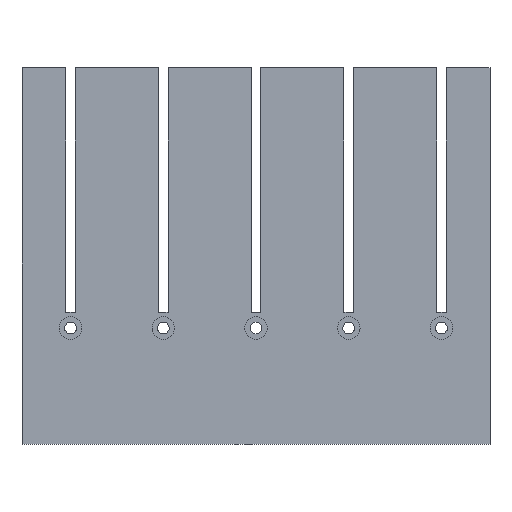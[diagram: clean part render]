
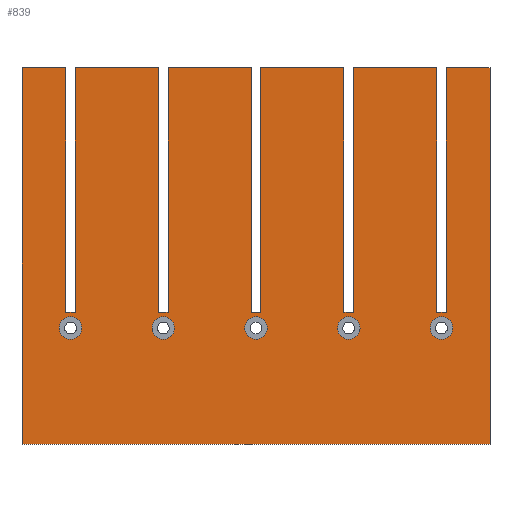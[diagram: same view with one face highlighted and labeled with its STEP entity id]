
A CAD part, top view. The second image highlights one B-rep face of the part: STEP entity #839.
In plain terms, the highlighted planar face has unit normal (0, 0, 1).
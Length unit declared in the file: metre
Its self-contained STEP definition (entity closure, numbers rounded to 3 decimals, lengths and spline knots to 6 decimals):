
#12=LINE('',#1223,#102);
#16=LINE('',#1232,#106);
#20=LINE('',#1241,#110);
#24=LINE('',#1250,#114);
#28=LINE('',#1259,#118);
#32=LINE('',#1268,#122);
#54=LINE('',#1313,#144);
#55=LINE('',#1316,#145);
#56=LINE('',#1317,#146);
#57=LINE('',#1319,#147);
#58=LINE('',#1321,#148);
#59=LINE('',#1322,#149);
#60=LINE('',#1324,#150);
#61=LINE('',#1326,#151);
#62=LINE('',#1327,#152);
#63=LINE('',#1329,#153);
#64=LINE('',#1331,#154);
#65=LINE('',#1332,#155);
#66=LINE('',#1334,#156);
#67=LINE('',#1336,#157);
#68=LINE('',#1337,#158);
#69=LINE('',#1339,#159);
#70=LINE('',#1341,#160);
#71=LINE('',#1342,#161);
#102=VECTOR('',#1014,1.);
#106=VECTOR('',#1020,1.);
#110=VECTOR('',#1026,1.);
#114=VECTOR('',#1032,1.);
#118=VECTOR('',#1038,1.);
#122=VECTOR('',#1044,1.);
#144=VECTOR('',#1078,1.);
#145=VECTOR('',#1079,1.);
#146=VECTOR('',#1080,1.);
#147=VECTOR('',#1081,1.);
#148=VECTOR('',#1082,1.);
#149=VECTOR('',#1083,1.);
#150=VECTOR('',#1084,1.);
#151=VECTOR('',#1085,1.);
#152=VECTOR('',#1086,1.);
#153=VECTOR('',#1087,1.);
#154=VECTOR('',#1088,1.);
#155=VECTOR('',#1089,1.);
#156=VECTOR('',#1090,1.);
#157=VECTOR('',#1091,1.);
#158=VECTOR('',#1092,1.);
#159=VECTOR('',#1093,1.);
#160=VECTOR('',#1094,1.);
#161=VECTOR('',#1095,1.);
#281=ORIENTED_EDGE('',*,*,#484,.F.);
#282=ORIENTED_EDGE('',*,*,#485,.F.);
#283=ORIENTED_EDGE('',*,*,#462,.T.);
#284=ORIENTED_EDGE('',*,*,#486,.T.);
#285=ORIENTED_EDGE('',*,*,#487,.F.);
#286=ORIENTED_EDGE('',*,*,#488,.T.);
#287=ORIENTED_EDGE('',*,*,#458,.F.);
#288=ORIENTED_EDGE('',*,*,#489,.F.);
#289=ORIENTED_EDGE('',*,*,#490,.F.);
#290=ORIENTED_EDGE('',*,*,#491,.T.);
#291=ORIENTED_EDGE('',*,*,#454,.F.);
#292=ORIENTED_EDGE('',*,*,#492,.F.);
#293=ORIENTED_EDGE('',*,*,#493,.F.);
#294=ORIENTED_EDGE('',*,*,#494,.T.);
#295=ORIENTED_EDGE('',*,*,#450,.F.);
#296=ORIENTED_EDGE('',*,*,#495,.F.);
#297=ORIENTED_EDGE('',*,*,#496,.F.);
#298=ORIENTED_EDGE('',*,*,#497,.T.);
#299=ORIENTED_EDGE('',*,*,#446,.F.);
#300=ORIENTED_EDGE('',*,*,#498,.F.);
#301=ORIENTED_EDGE('',*,*,#499,.F.);
#302=ORIENTED_EDGE('',*,*,#500,.T.);
#303=ORIENTED_EDGE('',*,*,#442,.F.);
#304=ORIENTED_EDGE('',*,*,#501,.F.);
#305=ORIENTED_EDGE('',*,*,#441,.T.);
#306=ORIENTED_EDGE('',*,*,#440,.T.);
#307=ORIENTED_EDGE('',*,*,#439,.T.);
#308=ORIENTED_EDGE('',*,*,#438,.T.);
#309=ORIENTED_EDGE('',*,*,#437,.T.);
#437=EDGE_CURVE('',#547,#547,#627,.T.);
#438=EDGE_CURVE('',#548,#548,#628,.T.);
#439=EDGE_CURVE('',#549,#549,#629,.T.);
#440=EDGE_CURVE('',#550,#550,#630,.T.);
#441=EDGE_CURVE('',#551,#551,#631,.T.);
#442=EDGE_CURVE('',#552,#553,#12,.T.);
#446=EDGE_CURVE('',#556,#557,#16,.T.);
#450=EDGE_CURVE('',#560,#561,#20,.T.);
#454=EDGE_CURVE('',#564,#565,#24,.T.);
#458=EDGE_CURVE('',#568,#569,#28,.T.);
#462=EDGE_CURVE('',#572,#573,#32,.T.);
#484=EDGE_CURVE('',#589,#590,#54,.T.);
#485=EDGE_CURVE('',#572,#589,#55,.T.);
#486=EDGE_CURVE('',#573,#591,#56,.T.);
#487=EDGE_CURVE('',#592,#591,#57,.T.);
#488=EDGE_CURVE('',#592,#569,#58,.T.);
#489=EDGE_CURVE('',#593,#568,#59,.T.);
#490=EDGE_CURVE('',#594,#593,#60,.T.);
#491=EDGE_CURVE('',#594,#565,#61,.T.);
#492=EDGE_CURVE('',#595,#564,#62,.T.);
#493=EDGE_CURVE('',#596,#595,#63,.T.);
#494=EDGE_CURVE('',#596,#561,#64,.T.);
#495=EDGE_CURVE('',#597,#560,#65,.T.);
#496=EDGE_CURVE('',#598,#597,#66,.T.);
#497=EDGE_CURVE('',#598,#557,#67,.T.);
#498=EDGE_CURVE('',#599,#556,#68,.T.);
#499=EDGE_CURVE('',#600,#599,#69,.T.);
#500=EDGE_CURVE('',#600,#553,#70,.T.);
#501=EDGE_CURVE('',#590,#552,#71,.T.);
#547=VERTEX_POINT('',#1209);
#548=VERTEX_POINT('',#1212);
#549=VERTEX_POINT('',#1215);
#550=VERTEX_POINT('',#1218);
#551=VERTEX_POINT('',#1221);
#552=VERTEX_POINT('',#1224);
#553=VERTEX_POINT('',#1225);
#556=VERTEX_POINT('',#1233);
#557=VERTEX_POINT('',#1234);
#560=VERTEX_POINT('',#1242);
#561=VERTEX_POINT('',#1243);
#564=VERTEX_POINT('',#1251);
#565=VERTEX_POINT('',#1252);
#568=VERTEX_POINT('',#1260);
#569=VERTEX_POINT('',#1261);
#572=VERTEX_POINT('',#1269);
#573=VERTEX_POINT('',#1270);
#589=VERTEX_POINT('',#1314);
#590=VERTEX_POINT('',#1315);
#591=VERTEX_POINT('',#1318);
#592=VERTEX_POINT('',#1320);
#593=VERTEX_POINT('',#1323);
#594=VERTEX_POINT('',#1325);
#595=VERTEX_POINT('',#1328);
#596=VERTEX_POINT('',#1330);
#597=VERTEX_POINT('',#1333);
#598=VERTEX_POINT('',#1335);
#599=VERTEX_POINT('',#1338);
#600=VERTEX_POINT('',#1340);
#627=CIRCLE('',#899,0.00325);
#628=CIRCLE('',#901,0.00325);
#629=CIRCLE('',#903,0.00325);
#630=CIRCLE('',#905,0.00325);
#631=CIRCLE('',#907,0.00325);
#673=EDGE_LOOP('',(#281,#282,#283,#284,#285,#286,#287,#288,#289,#290,#291,
#292,#293,#294,#295,#296,#297,#298,#299,#300,#301,#302,#303,#304));
#674=EDGE_LOOP('',(#305));
#675=EDGE_LOOP('',(#306));
#676=EDGE_LOOP('',(#307));
#677=EDGE_LOOP('',(#308));
#678=EDGE_LOOP('',(#309));
#745=FACE_BOUND('',#673,.T.);
#746=FACE_BOUND('',#674,.T.);
#747=FACE_BOUND('',#675,.T.);
#748=FACE_BOUND('',#676,.T.);
#749=FACE_BOUND('',#677,.T.);
#750=FACE_BOUND('',#678,.T.);
#792=PLANE('',#919);
#839=ADVANCED_FACE('',(#745,#746,#747,#748,#749,#750),#792,.T.);
#899=AXIS2_PLACEMENT_3D('',#1208,#994,#995);
#901=AXIS2_PLACEMENT_3D('',#1211,#998,#999);
#903=AXIS2_PLACEMENT_3D('',#1214,#1002,#1003);
#905=AXIS2_PLACEMENT_3D('',#1217,#1006,#1007);
#907=AXIS2_PLACEMENT_3D('',#1220,#1010,#1011);
#919=AXIS2_PLACEMENT_3D('',#1312,#1076,#1077);
#994=DIRECTION('',(0.,0.,-1.));
#995=DIRECTION('',(-1.,0.,0.));
#998=DIRECTION('',(0.,0.,-1.));
#999=DIRECTION('',(-1.,0.,0.));
#1002=DIRECTION('',(0.,0.,-1.));
#1003=DIRECTION('',(-1.,0.,0.));
#1006=DIRECTION('',(0.,0.,-1.));
#1007=DIRECTION('',(-1.,0.,0.));
#1010=DIRECTION('',(0.,0.,-1.));
#1011=DIRECTION('',(-1.,0.,0.));
#1014=DIRECTION('',(1.,0.,0.));
#1020=DIRECTION('',(1.,0.,0.));
#1026=DIRECTION('',(1.,0.,0.));
#1032=DIRECTION('',(1.,0.,0.));
#1038=DIRECTION('',(1.,0.,0.));
#1044=DIRECTION('',(1.,0.,0.));
#1076=DIRECTION('',(0.,0.,1.));
#1077=DIRECTION('',(1.,0.,0.));
#1078=DIRECTION('',(1.,0.,0.));
#1079=DIRECTION('',(0.,1.,0.));
#1080=DIRECTION('',(0.,1.,0.));
#1081=DIRECTION('',(1.,0.,0.));
#1082=DIRECTION('',(0.,-1.,0.));
#1083=DIRECTION('',(0.,-1.,0.));
#1084=DIRECTION('',(1.,0.,0.));
#1085=DIRECTION('',(0.,-1.,0.));
#1086=DIRECTION('',(0.,-1.,0.));
#1087=DIRECTION('',(1.,0.,0.));
#1088=DIRECTION('',(0.,-1.,0.));
#1089=DIRECTION('',(0.,-1.,0.));
#1090=DIRECTION('',(1.,0.,0.));
#1091=DIRECTION('',(0.,-1.,0.));
#1092=DIRECTION('',(0.,-1.,0.));
#1093=DIRECTION('',(1.,0.,0.));
#1094=DIRECTION('',(0.,-1.,0.));
#1095=DIRECTION('',(0.,-1.,0.));
#1208=CARTESIAN_POINT('',(0.014,0.0335,0.));
#1209=CARTESIAN_POINT('',(0.01075,0.0335,0.));
#1211=CARTESIAN_POINT('',(0.121,0.0335,0.));
#1212=CARTESIAN_POINT('',(0.11775,0.0335,0.));
#1214=CARTESIAN_POINT('',(0.09425,0.0335,0.));
#1215=CARTESIAN_POINT('',(0.091,0.0335,0.));
#1217=CARTESIAN_POINT('',(0.0675,0.0335,0.));
#1218=CARTESIAN_POINT('',(0.06425,0.0335,0.));
#1220=CARTESIAN_POINT('',(0.04075,0.0335,0.));
#1221=CARTESIAN_POINT('',(0.0375,0.0335,0.));
#1223=CARTESIAN_POINT('',(0.014,0.038,0.));
#1224=CARTESIAN_POINT('',(0.0126,0.038,0.));
#1225=CARTESIAN_POINT('',(0.0154,0.038,0.));
#1232=CARTESIAN_POINT('',(0.04075,0.038,0.));
#1233=CARTESIAN_POINT('',(0.03935,0.038,0.));
#1234=CARTESIAN_POINT('',(0.04215,0.038,0.));
#1241=CARTESIAN_POINT('',(0.0675,0.038,0.));
#1242=CARTESIAN_POINT('',(0.0661,0.038,0.));
#1243=CARTESIAN_POINT('',(0.0689,0.038,0.));
#1250=CARTESIAN_POINT('',(0.09425,0.038,0.));
#1251=CARTESIAN_POINT('',(0.09285,0.038,0.));
#1252=CARTESIAN_POINT('',(0.09565,0.038,0.));
#1259=CARTESIAN_POINT('',(0.121,0.038,0.));
#1260=CARTESIAN_POINT('',(0.1196,0.038,0.));
#1261=CARTESIAN_POINT('',(0.1224,0.038,0.));
#1268=CARTESIAN_POINT('',(0.0675,0.,0.));
#1269=CARTESIAN_POINT('',(0.,0.,0.));
#1270=CARTESIAN_POINT('',(0.135,0.,0.));
#1312=CARTESIAN_POINT('',(0.0675,0.1085,0.));
#1313=CARTESIAN_POINT('',(0.0675,0.108566,0.));
#1314=CARTESIAN_POINT('',(0.,0.108566,0.));
#1315=CARTESIAN_POINT('',(0.0126,0.108566,0.));
#1316=CARTESIAN_POINT('',(0.,0.1085,0.));
#1317=CARTESIAN_POINT('',(0.135,0.1085,0.));
#1318=CARTESIAN_POINT('',(0.135,0.108566,0.));
#1319=CARTESIAN_POINT('',(0.0675,0.108566,0.));
#1320=CARTESIAN_POINT('',(0.1224,0.108566,0.));
#1321=CARTESIAN_POINT('',(0.1224,0.0935,0.));
#1322=CARTESIAN_POINT('',(0.1196,0.0935,0.));
#1323=CARTESIAN_POINT('',(0.1196,0.108566,0.));
#1324=CARTESIAN_POINT('',(0.0675,0.108566,0.));
#1325=CARTESIAN_POINT('',(0.09565,0.108566,0.));
#1326=CARTESIAN_POINT('',(0.09565,0.0935,0.));
#1327=CARTESIAN_POINT('',(0.09285,0.0935,0.));
#1328=CARTESIAN_POINT('',(0.09285,0.108566,0.));
#1329=CARTESIAN_POINT('',(0.0675,0.108566,0.));
#1330=CARTESIAN_POINT('',(0.0689,0.108566,0.));
#1331=CARTESIAN_POINT('',(0.0689,0.0935,0.));
#1332=CARTESIAN_POINT('',(0.0661,0.0935,0.));
#1333=CARTESIAN_POINT('',(0.0661,0.108566,0.));
#1334=CARTESIAN_POINT('',(0.0675,0.108566,0.));
#1335=CARTESIAN_POINT('',(0.04215,0.108566,0.));
#1336=CARTESIAN_POINT('',(0.04215,0.0935,0.));
#1337=CARTESIAN_POINT('',(0.03935,0.0935,0.));
#1338=CARTESIAN_POINT('',(0.03935,0.108566,0.));
#1339=CARTESIAN_POINT('',(0.0675,0.108566,0.));
#1340=CARTESIAN_POINT('',(0.0154,0.108566,0.));
#1341=CARTESIAN_POINT('',(0.0154,0.0935,0.));
#1342=CARTESIAN_POINT('',(0.0126,0.0935,0.));
